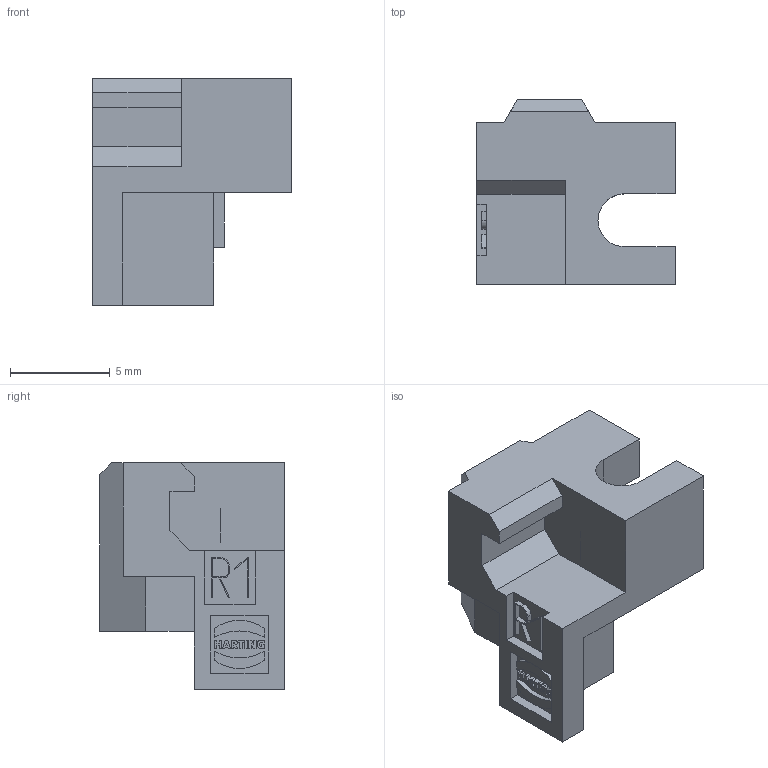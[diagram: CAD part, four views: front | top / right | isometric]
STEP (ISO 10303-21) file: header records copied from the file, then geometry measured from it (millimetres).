
FILE_DESCRIPTION(/* description */ (''),/* implementation_level */ '2;1');
FILE_NAME(/* name */ '100124803ugm000_b.stp',/* time_stamp */ '2015-06-25T09:37:04+02:00',/* author */ (''),/* organization */ (''),/* preprocessor_version */ 'ST-DEVELOPER v15',/* originating_system */ 'SIEMENS PLM Software NX 8.5',/* authorisation */ '');
FILE_SCHEMA (('AUTOMOTIVE_DESIGN { 1 0 10303 214 3 1 1 1 }'));
Length unit declared in the file: millimetre
Products named in the file (1): 100124803ugm000_b
Bounding box: 9.95 x 9.25 x 11.35 mm (x, y, z)
Volume: 429.4 mm3; surface area: 645 mm2
Topology: 1 solids, 1 shells, 168 faces, 447 edges, 298 vertices
Faces by surface type: plane 149, cylinder 17, cone 2
Entity records: 5179 total; most frequent: CARTESIAN_POINT 918, ORIENTED_EDGE 890, DIRECTION 819, EDGE_CURVE 445, LINE 405, VECTOR 405, VERTEX_POINT 297, AXIS2_PLACEMENT_3D 207
